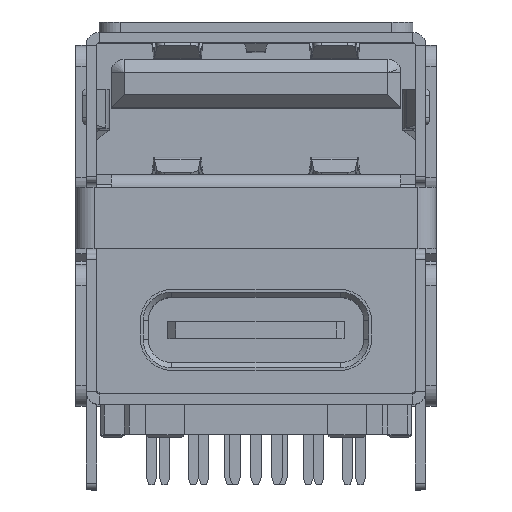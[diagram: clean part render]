
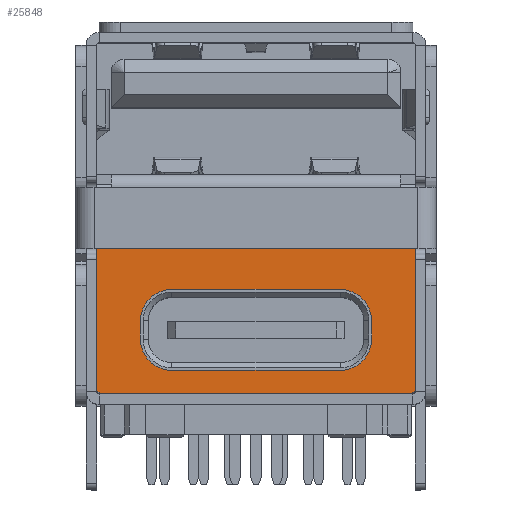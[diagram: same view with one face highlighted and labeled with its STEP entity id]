
A CAD part, top view. The second image highlights one B-rep face of the part: STEP entity #25848.
In plain terms, the highlighted planar face has unit normal (0, 0, 1).
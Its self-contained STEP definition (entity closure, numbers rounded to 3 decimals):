
#13 = DIRECTION ( 'NONE',  ( 1., 0., 0. ) ) ;
#761 = ORIENTED_EDGE ( 'NONE', *, *, #15565, .T. ) ;
#1176 = CARTESIAN_POINT ( 'NONE',  ( -3.225, 2.55, 8.65 ) ) ;
#1536 = PLANE ( 'NONE',  #4082 ) ;
#1592 = VECTOR ( 'NONE', #10237, 1000. ) ;
#2081 = ORIENTED_EDGE ( 'NONE', *, *, #11426, .F. ) ;
#2308 = VERTEX_POINT ( 'NONE', #12026 ) ;
#2360 = CARTESIAN_POINT ( 'NONE',  ( 6.1, 25.172, 8.65 ) ) ;
#2499 = DIRECTION ( 'NONE',  ( 0., 0., 1. ) ) ;
#2697 = ORIENTED_EDGE ( 'NONE', *, *, #18194, .F. ) ;
#2830 = AXIS2_PLACEMENT_3D ( 'NONE', #19197, #6598, #23805 ) ;
#2840 = CARTESIAN_POINT ( 'NONE',  ( 3.225, 5.65, 8.65 ) ) ;
#2892 = VERTEX_POINT ( 'NONE', #24370 ) ;
#3067 = ORIENTED_EDGE ( 'NONE', *, *, #24264, .T. ) ;
#3402 = CARTESIAN_POINT ( 'NONE',  ( 3.225, 2.55, 8.65 ) ) ;
#3804 = CARTESIAN_POINT ( 'NONE',  ( -4.425, 4.45, 8.65 ) ) ;
#3998 = LINE ( 'NONE', #24905, #23106 ) ;
#4082 = AXIS2_PLACEMENT_3D ( 'NONE', #16302, #25436, #11673 ) ;
#4110 = DIRECTION ( 'NONE',  ( 0., -1., 0. ) ) ;
#4220 = DIRECTION ( 'NONE',  ( 0., -1., 0. ) ) ;
#4491 = CIRCLE ( 'NONE', #20322, 1.2 ) ;
#4511 = VERTEX_POINT ( 'NONE', #5422 ) ;
#4734 = LINE ( 'NONE', #7030, #18595 ) ;
#4810 = LINE ( 'NONE', #21192, #26533 ) ;
#4825 = CARTESIAN_POINT ( 'NONE',  ( 6.1, 7.205, 8.65 ) ) ;
#5335 = CARTESIAN_POINT ( 'NONE',  ( 6.1, 1.8, 8.65 ) ) ;
#5415 = ORIENTED_EDGE ( 'NONE', *, *, #21242, .F. ) ;
#5422 = CARTESIAN_POINT ( 'NONE',  ( -6.1, 1.8, 8.65 ) ) ;
#5543 = ORIENTED_EDGE ( 'NONE', *, *, #19663, .F. ) ;
#5719 = VERTEX_POINT ( 'NONE', #7857 ) ;
#5964 = CIRCLE ( 'NONE', #10001, 1.2 ) ;
#6194 = VERTEX_POINT ( 'NONE', #1176 ) ;
#6255 = VERTEX_POINT ( 'NONE', #11806 ) ;
#6385 = CARTESIAN_POINT ( 'NONE',  ( -3.225, 4.45, 8.65 ) ) ;
#6570 = CARTESIAN_POINT ( 'NONE',  ( -6.1, 25.172, 8.65 ) ) ;
#6598 = DIRECTION ( 'NONE',  ( 0., 0., 1. ) ) ;
#6619 = EDGE_CURVE ( 'NONE', #13234, #6255, #10549, .T. ) ;
#6785 = ORIENTED_EDGE ( 'NONE', *, *, #16165, .F. ) ;
#6815 = DIRECTION ( 'NONE',  ( 1., 0., 0. ) ) ;
#7030 = CARTESIAN_POINT ( 'NONE',  ( 0., 1.65, 8.65 ) ) ;
#7857 = CARTESIAN_POINT ( 'NONE',  ( -5.95, 1.65, 8.65 ) ) ;
#7952 = VERTEX_POINT ( 'NONE', #18677 ) ;
#8095 = CARTESIAN_POINT ( 'NONE',  ( 3.225, 4.45, 8.65 ) ) ;
#8204 = LINE ( 'NONE', #2840, #9875 ) ;
#8609 = DIRECTION ( 'NONE',  ( 0., -1., 0. ) ) ;
#8807 = ORIENTED_EDGE ( 'NONE', *, *, #21328, .F. ) ;
#8863 = CARTESIAN_POINT ( 'NONE',  ( 3.225, 2.55, 8.65 ) ) ;
#9610 = DIRECTION ( 'NONE',  ( 0.707, 0.707, 0. ) ) ;
#9875 = VECTOR ( 'NONE', #23659, 1000. ) ;
#9910 = LINE ( 'NONE', #25196, #24377 ) ;
#10001 = AXIS2_PLACEMENT_3D ( 'NONE', #6385, #20913, #13 ) ;
#10237 = DIRECTION ( 'NONE',  ( -1., 0., 0. ) ) ;
#10457 = VERTEX_POINT ( 'NONE', #13114 ) ;
#10549 = CIRCLE ( 'NONE', #2830, 1.2 ) ;
#10793 = ORIENTED_EDGE ( 'NONE', *, *, #19902, .T. ) ;
#11069 = EDGE_CURVE ( 'NONE', #6194, #13234, #13906, .T. ) ;
#11426 = EDGE_CURVE ( 'NONE', #20922, #22168, #25367, .T. ) ;
#11673 = DIRECTION ( 'NONE',  ( -1., 0., 0. ) ) ;
#11806 = CARTESIAN_POINT ( 'NONE',  ( 4.425, 3.75, 8.65 ) ) ;
#12026 = CARTESIAN_POINT ( 'NONE',  ( 4.425, 4.45, 8.65 ) ) ;
#12261 = DIRECTION ( 'NONE',  ( -0.707, 0.707, 0. ) ) ;
#12938 = CARTESIAN_POINT ( 'NONE',  ( -3.225, 3.75, 8.65 ) ) ;
#13114 = CARTESIAN_POINT ( 'NONE',  ( 5.95, 1.65, 8.65 ) ) ;
#13207 = DIRECTION ( 'NONE',  ( -1., 0., 0. ) ) ;
#13234 = VERTEX_POINT ( 'NONE', #3402 ) ;
#13510 = FACE_OUTER_BOUND ( 'NONE', #26443, .T. ) ;
#13906 = LINE ( 'NONE', #8863, #15906 ) ;
#14158 = ORIENTED_EDGE ( 'NONE', *, *, #6619, .F. ) ;
#14270 = EDGE_CURVE ( 'NONE', #5719, #10457, #4734, .T. ) ;
#15099 = VERTEX_POINT ( 'NONE', #21694 ) ;
#15323 = VERTEX_POINT ( 'NONE', #3804 ) ;
#15506 = EDGE_CURVE ( 'NONE', #7952, #15323, #5964, .T. ) ;
#15565 = EDGE_CURVE ( 'NONE', #20019, #4511, #26371, .T. ) ;
#15791 = LINE ( 'NONE', #25100, #1592 ) ;
#15906 = VECTOR ( 'NONE', #6815, 1000. ) ;
#16165 = EDGE_CURVE ( 'NONE', #15323, #2892, #9910, .T. ) ;
#16302 = CARTESIAN_POINT ( 'NONE',  ( 0., 25.172, 8.65 ) ) ;
#16570 = ORIENTED_EDGE ( 'NONE', *, *, #16608, .F. ) ;
#16608 = EDGE_CURVE ( 'NONE', #2308, #15099, #26325, .T. ) ;
#17264 = ORIENTED_EDGE ( 'NONE', *, *, #14270, .T. ) ;
#18085 = EDGE_LOOP ( 'NONE', ( #5415, #14158, #20375, #8807, #6785, #24688, #5543, #16570 ) ) ;
#18194 = EDGE_CURVE ( 'NONE', #5719, #4511, #3998, .T. ) ;
#18515 = VECTOR ( 'NONE', #8609, 1000. ) ;
#18544 = LINE ( 'NONE', #5335, #19847 ) ;
#18595 = VECTOR ( 'NONE', #25957, 1000. ) ;
#18677 = CARTESIAN_POINT ( 'NONE',  ( -3.225, 5.65, 8.65 ) ) ;
#19197 = CARTESIAN_POINT ( 'NONE',  ( 3.225, 3.75, 8.65 ) ) ;
#19315 = CARTESIAN_POINT ( 'NONE',  ( -6.1, 7.205, 8.65 ) ) ;
#19663 = EDGE_CURVE ( 'NONE', #15099, #7952, #8204, .T. ) ;
#19847 = VECTOR ( 'NONE', #9610, 1000. ) ;
#19902 = EDGE_CURVE ( 'NONE', #20922, #20019, #15791, .T. ) ;
#20019 = VERTEX_POINT ( 'NONE', #19315 ) ;
#20322 = AXIS2_PLACEMENT_3D ( 'NONE', #12938, #2499, #13207 ) ;
#20375 = ORIENTED_EDGE ( 'NONE', *, *, #11069, .F. ) ;
#20755 = DIRECTION ( 'NONE',  ( 0., 0., 1. ) ) ;
#20913 = DIRECTION ( 'NONE',  ( 0., 0., 1. ) ) ;
#20922 = VERTEX_POINT ( 'NONE', #4825 ) ;
#21089 = VECTOR ( 'NONE', #4110, 1000. ) ;
#21192 = CARTESIAN_POINT ( 'NONE',  ( 4.425, 3.75, 8.65 ) ) ;
#21242 = EDGE_CURVE ( 'NONE', #6255, #2308, #4810, .T. ) ;
#21328 = EDGE_CURVE ( 'NONE', #2892, #6194, #4491, .T. ) ;
#21694 = CARTESIAN_POINT ( 'NONE',  ( 3.225, 5.65, 8.65 ) ) ;
#22056 = FACE_BOUND ( 'NONE', #18085, .T. ) ;
#22168 = VERTEX_POINT ( 'NONE', #24001 ) ;
#22948 = DIRECTION ( 'NONE',  ( 0., 1., 0. ) ) ;
#23106 = VECTOR ( 'NONE', #12261, 1000. ) ;
#23659 = DIRECTION ( 'NONE',  ( -1., 0., 0. ) ) ;
#23805 = DIRECTION ( 'NONE',  ( 1., 0., 0. ) ) ;
#24001 = CARTESIAN_POINT ( 'NONE',  ( 6.1, 1.8, 8.65 ) ) ;
#24264 = EDGE_CURVE ( 'NONE', #10457, #22168, #18544, .T. ) ;
#24370 = CARTESIAN_POINT ( 'NONE',  ( -4.425, 3.75, 8.65 ) ) ;
#24377 = VECTOR ( 'NONE', #4220, 1000. ) ;
#24688 = ORIENTED_EDGE ( 'NONE', *, *, #15506, .F. ) ;
#24905 = CARTESIAN_POINT ( 'NONE',  ( -6.1, 1.8, 8.65 ) ) ;
#25100 = CARTESIAN_POINT ( 'NONE',  ( 0., 7.205, 8.65 ) ) ;
#25196 = CARTESIAN_POINT ( 'NONE',  ( -4.425, 3.75, 8.65 ) ) ;
#25367 = LINE ( 'NONE', #2360, #21089 ) ;
#25436 = DIRECTION ( 'NONE',  ( 0., 0., -1. ) ) ;
#25848 = ADVANCED_FACE ( 'NONE', ( #22056, #13510 ), #1536, .F. ) ;
#25957 = DIRECTION ( 'NONE',  ( 1., 0., 0. ) ) ;
#26325 = CIRCLE ( 'NONE', #27243, 1.2 ) ;
#26371 = LINE ( 'NONE', #6570, #18515 ) ;
#26443 = EDGE_LOOP ( 'NONE', ( #17264, #3067, #2081, #10793, #761, #2697 ) ) ;
#26533 = VECTOR ( 'NONE', #22948, 1000. ) ;
#27006 = DIRECTION ( 'NONE',  ( 1., 0., 0. ) ) ;
#27243 = AXIS2_PLACEMENT_3D ( 'NONE', #8095, #20755, #27006 ) ;
